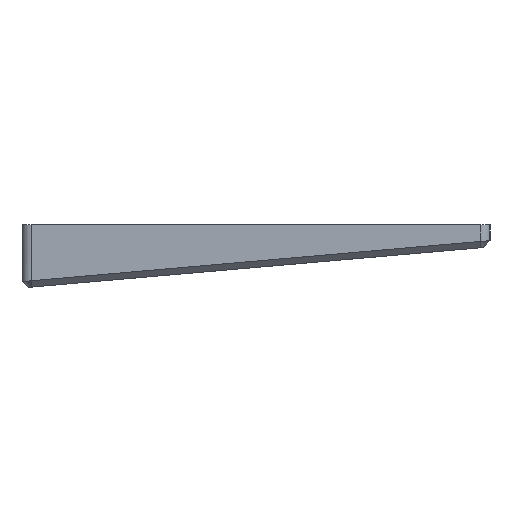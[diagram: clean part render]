
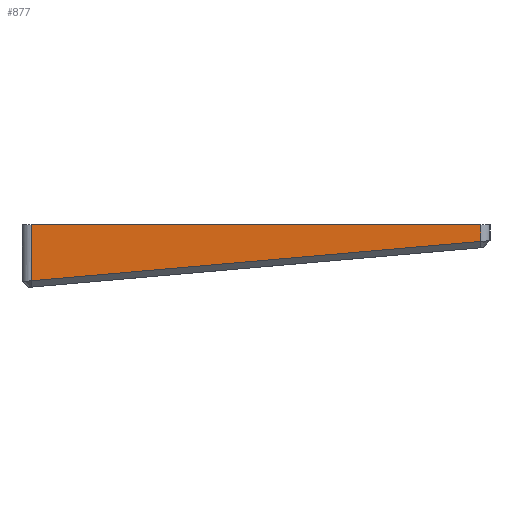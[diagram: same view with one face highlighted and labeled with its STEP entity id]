
A CAD part, left-side view. The second image highlights one B-rep face of the part: STEP entity #877.
In plain terms, the highlighted planar face has unit normal (-1, 0, 0).
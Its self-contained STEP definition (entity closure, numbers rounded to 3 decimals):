
#52=B_SPLINE_CURVE_WITH_KNOTS('',3,(#1717,#1718,#1719,#1720),
 .UNSPECIFIED.,.F.,.F.,(4,4),(1.513,1.571),
 .UNSPECIFIED.);
#91=PLANE('',#948);
#143=FACE_OUTER_BOUND('',#204,.T.);
#204=EDGE_LOOP('',(#776,#777,#778,#779,#780));
#270=LINE('',#1696,#340);
#275=LINE('',#1757,#345);
#276=LINE('',#1766,#346);
#277=LINE('',#1767,#347);
#340=VECTOR('',#1095,10.);
#345=VECTOR('',#1108,1.5);
#346=VECTOR('',#1119,10.);
#347=VECTOR('',#1120,10.);
#433=VERTEX_POINT('',#1651);
#435=VERTEX_POINT('',#1689);
#438=VERTEX_POINT('',#1694);
#442=VERTEX_POINT('',#1756);
#445=VERTEX_POINT('',#1765);
#546=EDGE_CURVE('',#438,#435,#270,.T.);
#548=EDGE_CURVE('',#433,#438,#52,.T.);
#556=EDGE_CURVE('',#442,#435,#275,.T.);
#560=EDGE_CURVE('',#445,#433,#276,.T.);
#561=EDGE_CURVE('',#442,#445,#277,.T.);
#776=ORIENTED_EDGE('',*,*,#548,.F.);
#777=ORIENTED_EDGE('',*,*,#560,.F.);
#778=ORIENTED_EDGE('',*,*,#561,.F.);
#779=ORIENTED_EDGE('',*,*,#556,.T.);
#780=ORIENTED_EDGE('',*,*,#546,.F.);
#877=ADVANCED_FACE('',(#143),#91,.T.);
#948=AXIS2_PLACEMENT_3D('',#1764,#1117,#1118);
#1095=DIRECTION('',(0.,0.996,-0.087));
#1108=DIRECTION('',(0.,0.,-1.));
#1117=DIRECTION('center_axis',(-1.,0.,0.));
#1118=DIRECTION('ref_axis',(0.,1.,0.));
#1119=DIRECTION('',(0.,0.,-1.));
#1120=DIRECTION('',(0.,-1.,0.));
#1651=CARTESIAN_POINT('',(89.963,-128.494,-11.847));
#1689=CARTESIAN_POINT('',(89.963,-57.494,-18.058));
#1694=CARTESIAN_POINT('',(89.963,-128.407,-11.854));
#1696=CARTESIAN_POINT('',(89.963,-107.763,-13.66));
#1717=CARTESIAN_POINT('Ctrl Pts',(89.963,-128.494,-11.847));
#1718=CARTESIAN_POINT('Ctrl Pts',(89.963,-128.465,-11.849));
#1719=CARTESIAN_POINT('Ctrl Pts',(89.963,-128.436,-11.852));
#1720=CARTESIAN_POINT('Ctrl Pts',(89.963,-128.407,-11.854));
#1756=CARTESIAN_POINT('',(89.963,-57.494,-9.194));
#1757=CARTESIAN_POINT('',(89.963,-57.494,-9.194));
#1764=CARTESIAN_POINT('Origin',(89.963,-124.994,-9.194));
#1765=CARTESIAN_POINT('',(89.963,-128.494,-9.194));
#1766=CARTESIAN_POINT('',(89.963,-128.494,-9.194));
#1767=CARTESIAN_POINT('',(89.963,-107.744,-9.194));
